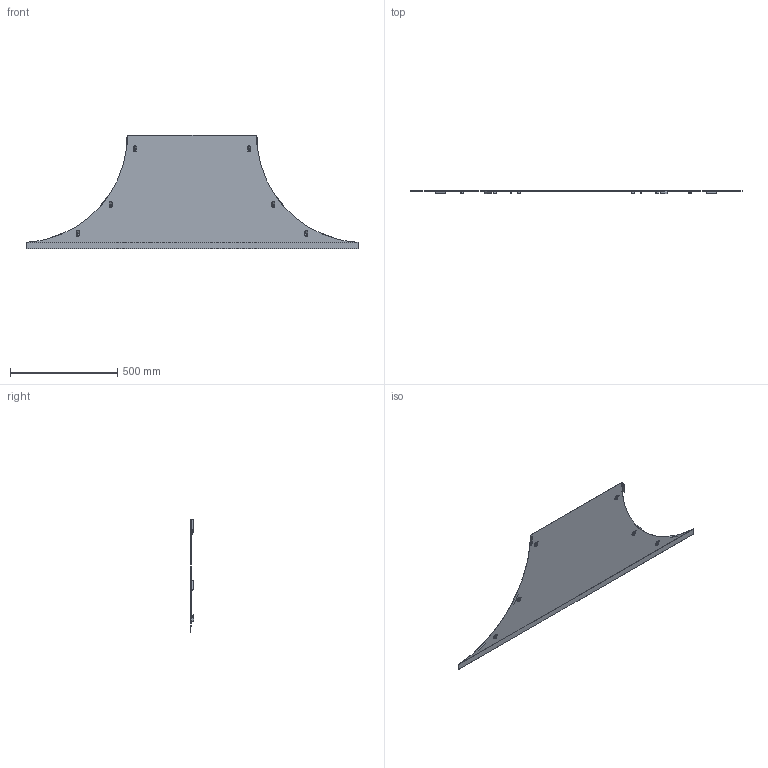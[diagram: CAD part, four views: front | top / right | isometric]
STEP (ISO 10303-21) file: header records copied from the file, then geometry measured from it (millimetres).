
FILE_DESCRIPTION((''),'2;1');
FILE_NAME('6231916_ASM','2013-01-29T',('AndreasKeweloh'),(''),'PRO/ENGINEER BY PARAMETRIC TECHNOLOGY CORPORATION, 2012360','PRO/ENGINEER BY PARAMETRIC TECHNOLOGY CORPORATION, 2012360','');
FILE_SCHEMA(('CONFIG_CONTROL_DESIGN'));
Length unit declared in the file: millimetre
Products named in the file (5): 6231916_DECKEL; KTS_08_081-003; KTS_08_082-005; KTS_08_080-022_ASM; 6231916_ASM
Assembly tree (9 placements, depth 3):
  6231916_ASM
    6231916_DECKEL
    KTS_08_080-022_ASM  x6
      KTS_08_081-003
      KTS_08_082-005
Bounding box: 1545 x 16.98 x 530.39 mm (x, y, z)
Volume: 469488.1 mm3; surface area: 933313.5 mm2
Topology: 13 solids, 13 shells, 742 faces, 2008 edges, 1310 vertices
Faces by surface type: plane 342, cylinder 246, cone 66, torus 42, bspline 40, extrusion 6
Entity records: 6571 total; most frequent: CARTESIAN_POINT 1578, DIRECTION 1052, ORIENTED_EDGE 1006, EDGE_CURVE 503, AXIS2_PLACEMENT_3D 388, VERTEX_POINT 315, VECTOR 276, LINE 275
